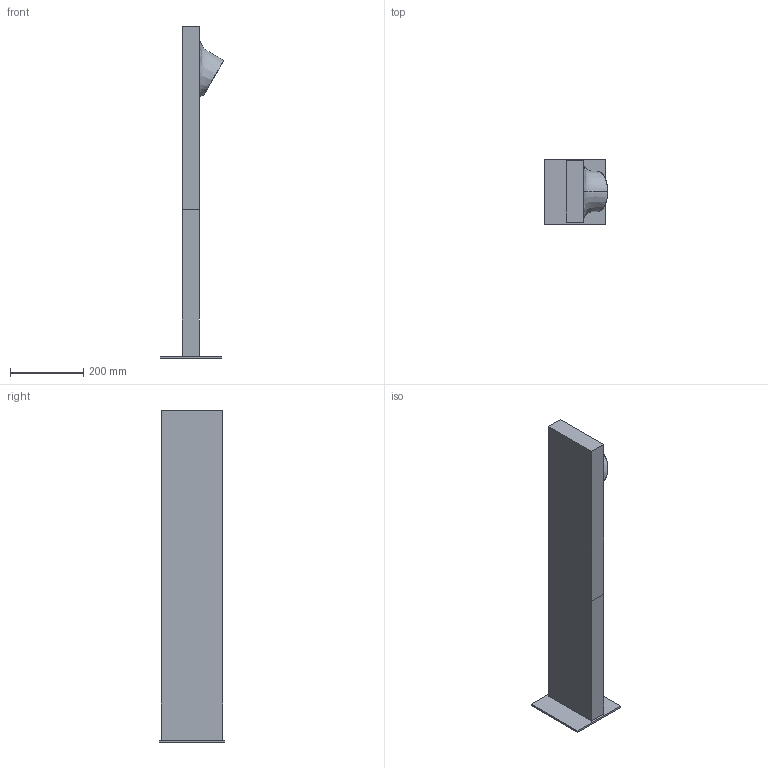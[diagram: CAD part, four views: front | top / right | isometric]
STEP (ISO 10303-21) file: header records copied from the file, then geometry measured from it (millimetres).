
FILE_DESCRIPTION(/* description */ (''),/* implementation_level */ '2;1');
FILE_NAME(/* name */ 'Ciclope_Monofacciale_H90_3D',/* time_stamp */ '2011-11-17T14:48:04+01:00',/* author */ (''),/* organization */ (''),/* preprocessor_version */ 'ST-DEVELOPER v10',/* originating_system */ '',/* authorisation */ '');
FILE_SCHEMA (('CONFIG_CONTROL_DESIGN'));
Length unit declared in the file: millimetre
Products named in the file (1): 1
Bounding box: 172.93 x 180 x 905.5 mm (x, y, z)
Volume: 150300 mm3; surface area: 468030.1 mm2
Topology: 1 solids, 4 shells, 46 faces, 124 edges, 85 vertices
Faces by surface type: plane 23, bspline 23
Entity records: 3586 total; most frequent: CARTESIAN_POINT 2761, ORIENTED_EDGE 213, EDGE_CURVE 124, VERTEX_POINT 85, B_SPLINE_CURVE_WITH_KNOTS 78, EDGE_LOOP 50, ADVANCED_FACE 46, FACE_OUTER_BOUND 46
